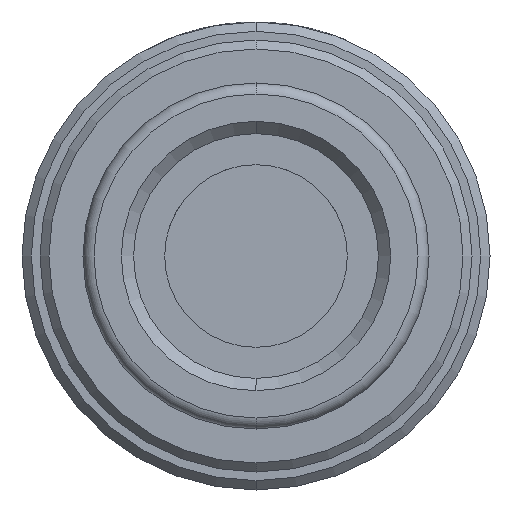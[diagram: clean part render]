
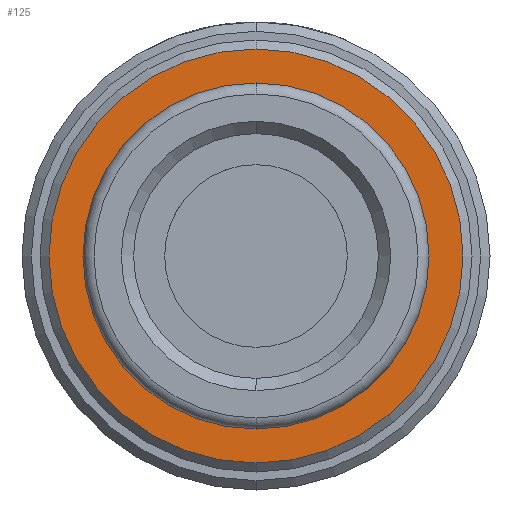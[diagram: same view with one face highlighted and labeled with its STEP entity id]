
A CAD part, front view. The second image highlights one B-rep face of the part: STEP entity #125.
In plain terms, the highlighted planar face has unit normal (0, -1, 0).
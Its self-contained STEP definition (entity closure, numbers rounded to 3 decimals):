
#125=ADVANCED_FACE('',(#268,#269),#270,.T.);
#268=FACE_BOUND('',#427,.T.);
#269=FACE_OUTER_BOUND('',#428,.T.);
#270=PLANE('',#429);
#427=EDGE_LOOP('',(#718,#719));
#428=EDGE_LOOP('',(#720,#721));
#429=AXIS2_PLACEMENT_3D('',#722,#723,#724);
#718=ORIENTED_EDGE('',*,*,#1001,.T.);
#719=ORIENTED_EDGE('',*,*,#979,.T.);
#720=ORIENTED_EDGE('',*,*,#1019,.F.);
#721=ORIENTED_EDGE('',*,*,#993,.F.);
#722=CARTESIAN_POINT('',(0.,3.6,5.75));
#723=DIRECTION('',(0.,-1.0,0.));
#724=DIRECTION('',(0.,0.,-1.0));
#979=EDGE_CURVE('',#1178,#1182,#1184,.T.);
#993=EDGE_CURVE('',#1206,#1204,#1208,.T.);
#1001=EDGE_CURVE('',#1182,#1178,#1216,.T.);
#1019=EDGE_CURVE('',#1204,#1206,#1240,.T.);
#1178=VERTEX_POINT('',#1532);
#1182=VERTEX_POINT('',#1537);
#1184=CIRCLE('',#1540,9.0);
#1204=VERTEX_POINT('',#1564);
#1206=VERTEX_POINT('',#1567);
#1208=CIRCLE('',#1570,11.5);
#1216=CIRCLE('',#1580,9.0);
#1240=CIRCLE('',#1608,11.5);
#1532=CARTESIAN_POINT('',(0.,3.6,9.0));
#1537=CARTESIAN_POINT('',(0.,3.6,-9.0));
#1540=AXIS2_PLACEMENT_3D('',#1862,#1863,#1864);
#1564=CARTESIAN_POINT('',(0.,3.6,11.5));
#1567=CARTESIAN_POINT('',(0.,3.6,-11.5));
#1570=AXIS2_PLACEMENT_3D('',#1883,#1884,#1885);
#1580=AXIS2_PLACEMENT_3D('',#1894,#1895,#1896);
#1608=AXIS2_PLACEMENT_3D('',#1922,#1923,#1924);
#1862=CARTESIAN_POINT('',(0.0,3.6,0.0));
#1863=DIRECTION('',(0.,1.0,0.));
#1864=DIRECTION('',(0.,0.,1.0));
#1883=CARTESIAN_POINT('',(0.0,3.6,0.0));
#1884=DIRECTION('',(-0.0,1.0,0.0));
#1885=DIRECTION('',(0.,0.0,1.0));
#1894=CARTESIAN_POINT('',(0.0,3.6,0.0));
#1895=DIRECTION('',(0.,1.0,0.));
#1896=DIRECTION('',(0.,0.,1.0));
#1922=CARTESIAN_POINT('',(0.0,3.6,0.0));
#1923=DIRECTION('',(-0.0,1.0,0.0));
#1924=DIRECTION('',(0.,0.0,1.0));
